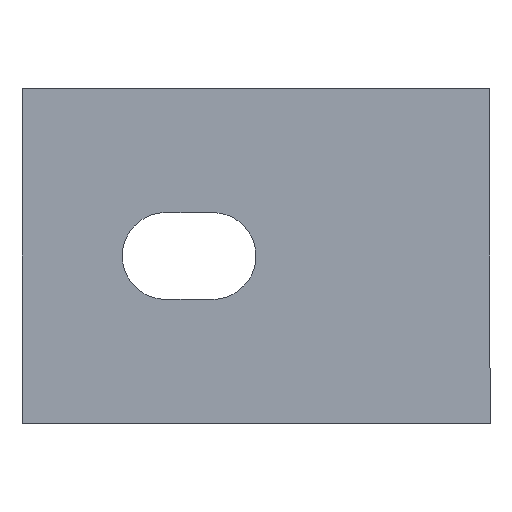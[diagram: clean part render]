
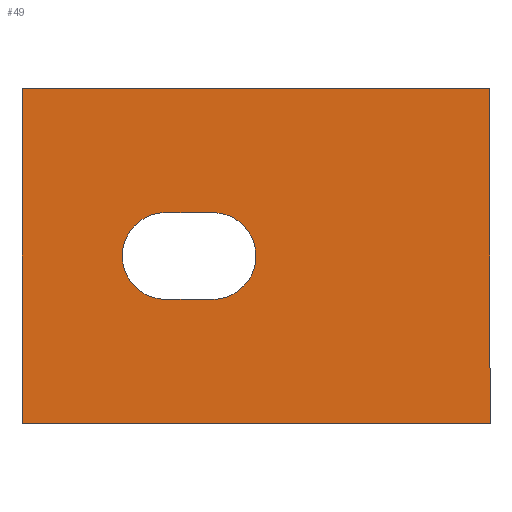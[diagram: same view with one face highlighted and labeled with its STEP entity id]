
A CAD part, left-side view. The second image highlights one B-rep face of the part: STEP entity #49.
In plain terms, the highlighted planar face has unit normal (-1, 0, 0).
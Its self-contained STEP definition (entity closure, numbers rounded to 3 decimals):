
#15=FACE_BOUND('',#156,.T.);
#49=ADVANCED_FACE('',(#102,#15),#755,.T.);
#102=FACE_OUTER_BOUND('',#155,.T.);
#155=EDGE_LOOP('',(#291,#292,#293,#294));
#156=EDGE_LOOP('',(#295,#296,#297,#298));
#291=ORIENTED_EDGE('',*,*,#475,.T.);
#292=ORIENTED_EDGE('',*,*,#472,.T.);
#293=ORIENTED_EDGE('',*,*,#473,.T.);
#294=ORIENTED_EDGE('',*,*,#474,.T.);
#295=ORIENTED_EDGE('',*,*,#493,.T.);
#296=ORIENTED_EDGE('',*,*,#476,.T.);
#297=ORIENTED_EDGE('',*,*,#489,.T.);
#298=ORIENTED_EDGE('',*,*,#477,.T.);
#472=EDGE_CURVE('',#683,#684,#603,.T.);
#473=EDGE_CURVE('',#684,#685,#604,.T.);
#474=EDGE_CURVE('',#685,#686,#605,.T.);
#475=EDGE_CURVE('',#686,#683,#606,.T.);
#476=EDGE_CURVE('',#687,#688,#607,.T.);
#477=EDGE_CURVE('',#689,#690,#608,.T.);
#489=EDGE_CURVE('',#688,#689,#541,.T.);
#493=EDGE_CURVE('',#690,#687,#543,.T.);
#541=(
BOUNDED_CURVE()
B_SPLINE_CURVE(2,(#1467,#1468,#1469,#1470,#1471),.UNSPECIFIED.,.F.,.F.)
B_SPLINE_CURVE_WITH_KNOTS((3,2,3),(-20.42,-10.21,
0.),.UNSPECIFIED.)
CURVE()
GEOMETRIC_REPRESENTATION_ITEM()
RATIONAL_B_SPLINE_CURVE((1.,0.707,1.,0.707,1.))
REPRESENTATION_ITEM('')
);
#543=(
BOUNDED_CURVE()
B_SPLINE_CURVE(2,(#1481,#1482,#1483,#1484,#1485),.UNSPECIFIED.,.F.,.F.)
B_SPLINE_CURVE_WITH_KNOTS((3,2,3),(-20.42,-10.21,
0.),.UNSPECIFIED.)
CURVE()
GEOMETRIC_REPRESENTATION_ITEM()
RATIONAL_B_SPLINE_CURVE((1.,0.707,1.,0.707,1.))
REPRESENTATION_ITEM('')
);
#603=B_SPLINE_CURVE_WITH_KNOTS('',1,(#1430,#1431),.UNSPECIFIED.,.F.,.F.,
(2,2),(0.,70.),.UNSPECIFIED.);
#604=B_SPLINE_CURVE_WITH_KNOTS('',1,(#1432,#1433),.UNSPECIFIED.,.F.,.F.,
(2,2),(0.,50.),.UNSPECIFIED.);
#605=B_SPLINE_CURVE_WITH_KNOTS('',1,(#1434,#1435),.UNSPECIFIED.,.F.,.F.,
(2,2),(0.,70.),.UNSPECIFIED.);
#606=B_SPLINE_CURVE_WITH_KNOTS('',1,(#1436,#1437),.UNSPECIFIED.,.F.,.F.,
(2,2),(0.,50.),.UNSPECIFIED.);
#607=B_SPLINE_CURVE_WITH_KNOTS('',1,(#1438,#1439),.UNSPECIFIED.,.F.,.F.,
(2,2),(-7.,0.),.UNSPECIFIED.);
#608=B_SPLINE_CURVE_WITH_KNOTS('',1,(#1440,#1441),.UNSPECIFIED.,.F.,.F.,
(2,2),(-7.,0.),.UNSPECIFIED.);
#683=VERTEX_POINT('',#1414);
#684=VERTEX_POINT('',#1415);
#685=VERTEX_POINT('',#1416);
#686=VERTEX_POINT('',#1417);
#687=VERTEX_POINT('',#1418);
#688=VERTEX_POINT('',#1419);
#689=VERTEX_POINT('',#1420);
#690=VERTEX_POINT('',#1421);
#755=PLANE('',#970);
#970=AXIS2_PLACEMENT_3D('',#1370,#1014,$);
#1014=DIRECTION('',(-1.,0.,0.));
#1370=CARTESIAN_POINT('',(0.,-7.001,-30.001));
#1414=CARTESIAN_POINT('',(0.,70.,-25.));
#1415=CARTESIAN_POINT('',(0.,0.,-25.));
#1416=CARTESIAN_POINT('',(0.,0.,25.));
#1417=CARTESIAN_POINT('',(0.,70.,25.));
#1418=CARTESIAN_POINT('',(0.,41.5,-6.5));
#1419=CARTESIAN_POINT('',(0.,48.5,-6.5));
#1420=CARTESIAN_POINT('',(0.,48.5,6.5));
#1421=CARTESIAN_POINT('',(0.,41.5,6.5));
#1430=CARTESIAN_POINT('',(0.,70.,-25.));
#1431=CARTESIAN_POINT('',(0.,0.,-25.));
#1432=CARTESIAN_POINT('',(0.,0.,-25.));
#1433=CARTESIAN_POINT('',(0.,0.,25.));
#1434=CARTESIAN_POINT('',(0.,0.,25.));
#1435=CARTESIAN_POINT('',(0.,70.,25.));
#1436=CARTESIAN_POINT('',(0.,70.,25.));
#1437=CARTESIAN_POINT('',(0.,70.,-25.));
#1438=CARTESIAN_POINT('',(0.,41.5,-6.5));
#1439=CARTESIAN_POINT('',(0.,48.5,-6.5));
#1440=CARTESIAN_POINT('',(0.,48.5,6.5));
#1441=CARTESIAN_POINT('',(0.,41.5,6.5));
#1467=CARTESIAN_POINT('',(0.,48.5,-6.5));
#1468=CARTESIAN_POINT('',(0.,55.,-6.5));
#1469=CARTESIAN_POINT('',(0.,55.,0.));
#1470=CARTESIAN_POINT('',(0.,55.,6.5));
#1471=CARTESIAN_POINT('',(0.,48.5,6.5));
#1481=CARTESIAN_POINT('',(0.,41.5,6.5));
#1482=CARTESIAN_POINT('',(0.,35.,6.5));
#1483=CARTESIAN_POINT('',(0.,35.,0.));
#1484=CARTESIAN_POINT('',(0.,35.,-6.5));
#1485=CARTESIAN_POINT('',(0.,41.5,-6.5));
